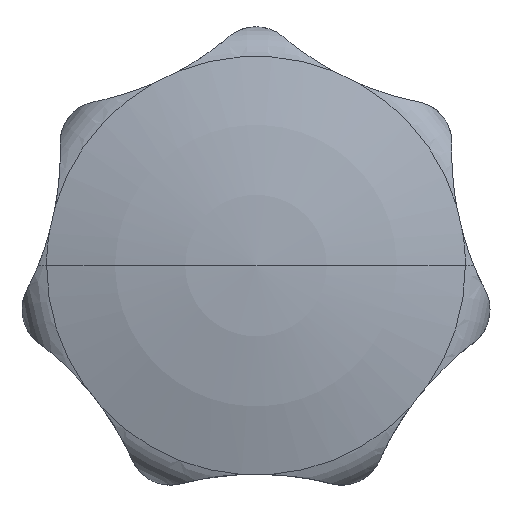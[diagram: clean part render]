
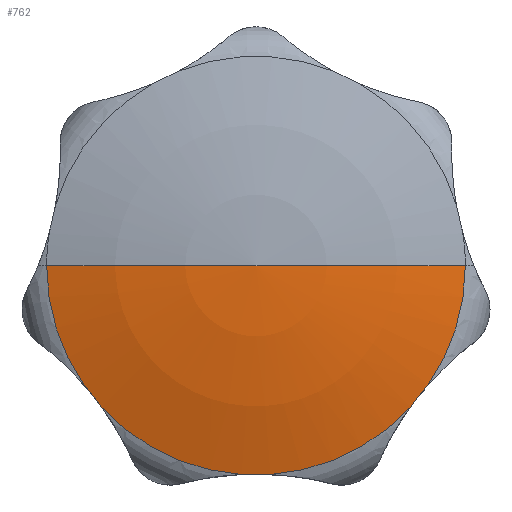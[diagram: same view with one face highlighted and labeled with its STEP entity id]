
A CAD part, top view. The second image highlights one B-rep face of the part: STEP entity #762.
In plain terms, the highlighted spherical face has radius 60 mm.
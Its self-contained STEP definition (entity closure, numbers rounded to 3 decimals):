
#288=VERTEX_POINT('',#813);
#310=EDGE_CURVE('',#622,#678,#835,.T.);
#326=EDGE_CURVE('',#618,#720,#851,.T.);
#336=EDGE_CURVE('',#606,#288,#862,.T.);
#394=EDGE_CURVE('',#720,#606,#922,.T.);
#432=EDGE_CURVE('',#678,#590,#969,.T.);
#454=EDGE_CURVE('',#622,#500,#993,.T.);
#458=EDGE_CURVE('',#500,#618,#997,.T.);
#500=VERTEX_POINT('',#1043);
#560=EDGE_CURVE('',#578,#590,#1111,.T.);
#578=VERTEX_POINT('',#1130);
#590=VERTEX_POINT('',#1142);
#606=VERTEX_POINT('',#1159);
#618=VERTEX_POINT('',#1171);
#622=VERTEX_POINT('',#1176);
#648=EDGE_CURVE('',#288,#578,#1204,.T.);
#678=VERTEX_POINT('',#1238);
#720=VERTEX_POINT('',#1285);
#762=ADVANCED_FACE('',(#1331),#1332,.T.);
#813=CARTESIAN_POINT('',(12.919,-11.837,22.384));
#835=CIRCLE('',#1443,60.);
#851=CIRCLE('',#1481,17.522);
#862=CIRCLE('',#1508,17.522);
#922=B_SPLINE_CURVE_WITH_KNOTS('',3,(#1642,#1643,#1644,#1645,#1646,#1647),.UNSPECIFIED.,.F.,.F.,(4,2,4),(44.372,45.568,46.763),.UNSPECIFIED.);
#969=CIRCLE('',#1727,60.);
#993=CIRCLE('',#1770,17.522);
#997=B_SPLINE_CURVE_WITH_KNOTS('',3,(#1783,#1784,#1785,#1786,#1787,#1788),.UNSPECIFIED.,.F.,.F.,(4,2,4),(44.372,45.568,46.763),.UNSPECIFIED.);
#1043=CARTESIAN_POINT('',(-14.415,-9.961,22.384));
#1111=CIRCLE('',#1997,17.522);
#1130=CARTESIAN_POINT('',(14.415,-9.961,22.384));
#1142=CARTESIAN_POINT('',(17.522,0.,22.384));
#1159=CARTESIAN_POINT('',(1.2,-17.481,22.384));
#1171=CARTESIAN_POINT('',(-12.919,-11.837,22.384));
#1176=CARTESIAN_POINT('',(-17.522,0.,22.384));
#1204=B_SPLINE_CURVE_WITH_KNOTS('',3,(#2173,#2174,#2175,#2176,#2177,#2178),.UNSPECIFIED.,.F.,.F.,(4,2,4),(44.372,45.568,46.763),.UNSPECIFIED.);
#1238=CARTESIAN_POINT('',(0.,0.,25.));
#1285=CARTESIAN_POINT('',(-1.2,-17.481,22.384));
#1331=FACE_OUTER_BOUND('',#2441,.T.);
#1332=SPHERICAL_SURFACE('',#2442,60.);
#1443=AXIS2_PLACEMENT_3D('',#2529,#2530,#2531);
#1481=AXIS2_PLACEMENT_3D('',#2537,#2538,#2539);
#1508=AXIS2_PLACEMENT_3D('',#2551,#2552,#2553);
#1642=CARTESIAN_POINT('',(-1.2,-17.481,22.384));
#1643=CARTESIAN_POINT('',(-0.799,-17.462,22.399));
#1644=CARTESIAN_POINT('',(-0.398,-17.452,22.406));
#1645=CARTESIAN_POINT('',(0.398,-17.452,22.406));
#1646=CARTESIAN_POINT('',(0.799,-17.462,22.399));
#1647=CARTESIAN_POINT('',(1.2,-17.481,22.384));
#1727=AXIS2_PLACEMENT_3D('',#2671,#2672,#2673);
#1770=AXIS2_PLACEMENT_3D('',#2699,#2700,#2701);
#1783=CARTESIAN_POINT('',(-14.415,-9.961,22.384));
#1784=CARTESIAN_POINT('',(-14.15,-10.263,22.399));
#1785=CARTESIAN_POINT('',(-13.893,-10.57,22.406));
#1786=CARTESIAN_POINT('',(-13.396,-11.193,22.406));
#1787=CARTESIAN_POINT('',(-13.154,-11.512,22.399));
#1788=CARTESIAN_POINT('',(-12.919,-11.837,22.384));
#1997=AXIS2_PLACEMENT_3D('',#2811,#2812,#2813);
#2173=CARTESIAN_POINT('',(12.919,-11.837,22.384));
#2174=CARTESIAN_POINT('',(13.154,-11.512,22.399));
#2175=CARTESIAN_POINT('',(13.396,-11.193,22.406));
#2176=CARTESIAN_POINT('',(13.893,-10.57,22.406));
#2177=CARTESIAN_POINT('',(14.15,-10.263,22.399));
#2178=CARTESIAN_POINT('',(14.415,-9.961,22.384));
#2441=EDGE_LOOP('',(#3045,#3046,#3047,#3048,#3049,#3050,#3051,#3052,#3053));
#2442=AXIS2_PLACEMENT_3D('',#3054,#3055,#3056);
#2529=CARTESIAN_POINT('',(0.,0.,-35.));
#2530=DIRECTION('',(0.,1.0,0.));
#2531=DIRECTION('',(0.0,0.,-1.0));
#2537=CARTESIAN_POINT('',(0.,0.,22.384));
#2538=DIRECTION('',(0.,0.,1.0));
#2539=DIRECTION('',(1.0,0.,0.));
#2551=CARTESIAN_POINT('',(0.,0.,22.384));
#2552=DIRECTION('',(0.,0.,1.0));
#2553=DIRECTION('',(1.0,0.,0.));
#2671=CARTESIAN_POINT('',(0.,0.,-35.));
#2672=DIRECTION('',(0.,1.0,0.));
#2673=DIRECTION('',(0.0,0.,-1.0));
#2699=CARTESIAN_POINT('',(0.,0.,22.384));
#2700=DIRECTION('',(0.,0.,1.0));
#2701=DIRECTION('',(1.0,0.,0.));
#2811=CARTESIAN_POINT('',(0.,0.,22.384));
#2812=DIRECTION('',(0.,0.,1.0));
#2813=DIRECTION('',(1.0,0.,0.));
#3045=ORIENTED_EDGE('',*,*,#310,.F.);
#3046=ORIENTED_EDGE('',*,*,#454,.T.);
#3047=ORIENTED_EDGE('',*,*,#458,.T.);
#3048=ORIENTED_EDGE('',*,*,#326,.T.);
#3049=ORIENTED_EDGE('',*,*,#394,.T.);
#3050=ORIENTED_EDGE('',*,*,#336,.T.);
#3051=ORIENTED_EDGE('',*,*,#648,.T.);
#3052=ORIENTED_EDGE('',*,*,#560,.T.);
#3053=ORIENTED_EDGE('',*,*,#432,.F.);
#3054=CARTESIAN_POINT('',(0.,0.,-35.));
#3055=DIRECTION('',(0.,0.,1.0));
#3056=DIRECTION('',(-1.0,0.,0.0));
